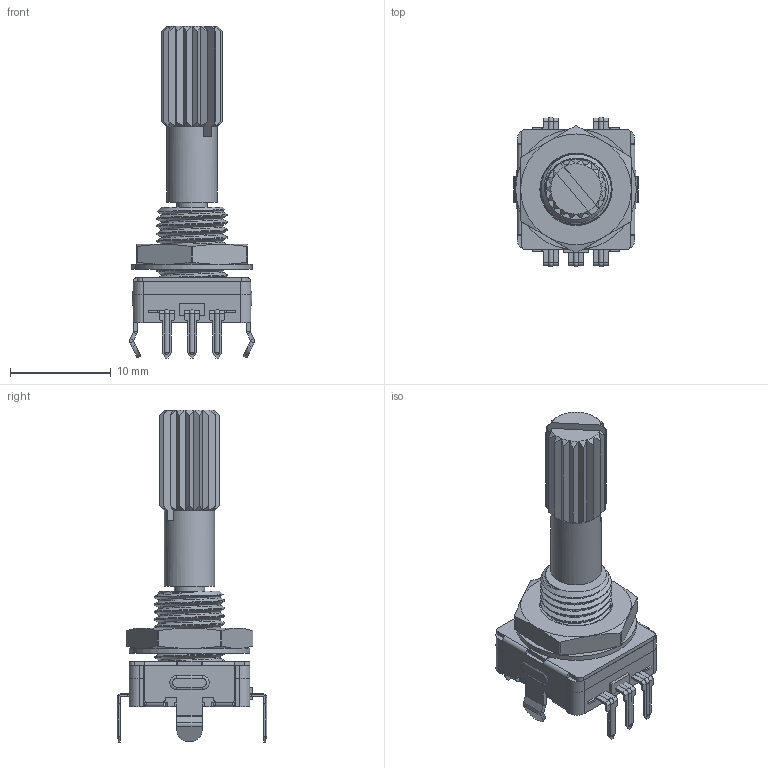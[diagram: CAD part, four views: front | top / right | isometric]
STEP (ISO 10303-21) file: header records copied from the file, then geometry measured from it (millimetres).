
FILE_DESCRIPTION(('STEP AP214'), '1');
FILE_NAME('EC11-THT', '', ('UNSPECIFIED'), ('UNSPECIFIED'), 'ASCON STEP Converter 1.6', 'ASCON Math Kernel', '');
FILE_SCHEMA(('AUTOMOTIVE_DESIGN { 1 0 10303 214 3 1 1}'));
Length unit declared in the file: millimetre
Products named in the file (4): ?C11-THT-25K; Lb7 TH; 25K; EC11-Housing-THT
Assembly tree (3 placements, depth 2):
  ?C11-THT-25K
    Lb7 TH
    25K
    EC11-Housing-THT
Bounding box: 12.4 x 14.9 x 33 mm (x, y, z)
Volume: 1368.1 mm3; surface area: 2575.5 mm2
Topology: 11 solids, 11 shells, 537 faces, 1335 edges, 817 vertices
Faces by surface type: plane 321, cylinder 123, cone 51, torus 18, bspline 14, sphere 10
Full cylindrical faces by diameter (mm): 3 x2, 5 x1, 7.2 x1, 12 x1
Entity records: 31565 total; most frequent: CARTESIAN_POINT 14491, ORIENTED_EDGE 2630, DIRECTION 2530, EDGE_CURVE 1315, AXIS2_PLACEMENT_3D 845, LINE 840, VECTOR 840, VERTEX_POINT 813
